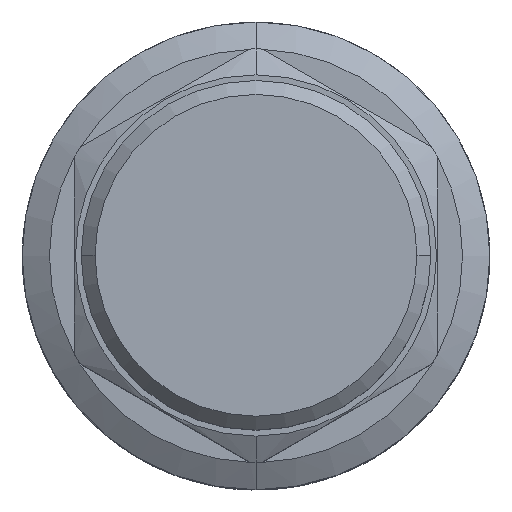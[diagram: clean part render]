
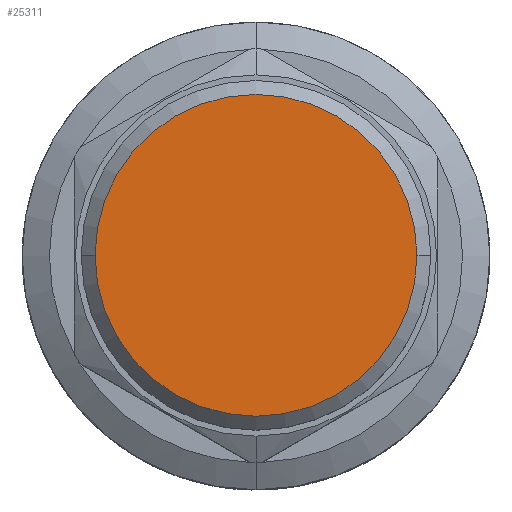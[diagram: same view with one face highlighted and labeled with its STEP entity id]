
A CAD part, top view. The second image highlights one B-rep face of the part: STEP entity #25311.
In plain terms, the highlighted planar face has unit normal (0, 0, 1).
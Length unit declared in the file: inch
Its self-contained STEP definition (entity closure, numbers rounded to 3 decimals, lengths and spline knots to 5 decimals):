
#8740=CARTESIAN_POINT('',(0.,0.,9.095));
#8741=DIRECTION('',(0.,0.,1.));
#8742=DIRECTION('',(-1.,0.,0.));
#8743=AXIS2_PLACEMENT_3D('',#8740,#8741,#8742);
#8758=CARTESIAN_POINT('',(0.,0.,9.095));
#8759=DIRECTION('',(0.,0.,-1.));
#8760=DIRECTION('',(-1.,0.,0.));
#8761=AXIS2_PLACEMENT_3D('',#8758,#8759,#8760);
#14973=CARTESIAN_POINT('',(-0.719,0.,9.095));
#14974=CARTESIAN_POINT('',(0.719,0.,9.095));
#14975=VERTEX_POINT('',#14973);
#14976=VERTEX_POINT('',#14974);
#25301=CARTESIAN_POINT('',(0.,0.,9.095));
#25302=DIRECTION('',(0.,0.,-1.));
#25303=DIRECTION('',(1.,0.,0.));
#25304=AXIS2_PLACEMENT_3D('',#25301,#25302,#25303);
#25305=PLANE('',#25304);
#25306=ORIENTED_EDGE('',*,*,#25291,.F.);
#25308=ORIENTED_EDGE('',*,*,#25307,.T.);
#25309=EDGE_LOOP('',(#25306,#25308));
#25310=FACE_OUTER_BOUND('',#25309,.F.);
#25311=ADVANCED_FACE('',(#25310),#25305,.F.);
#8744=CIRCLE('',#8743,0.719);
#8762=CIRCLE('',#8761,0.719);
#25291=EDGE_CURVE('',#14975,#14976,#8744,.T.);
#25307=EDGE_CURVE('',#14975,#14976,#8762,.T.);
